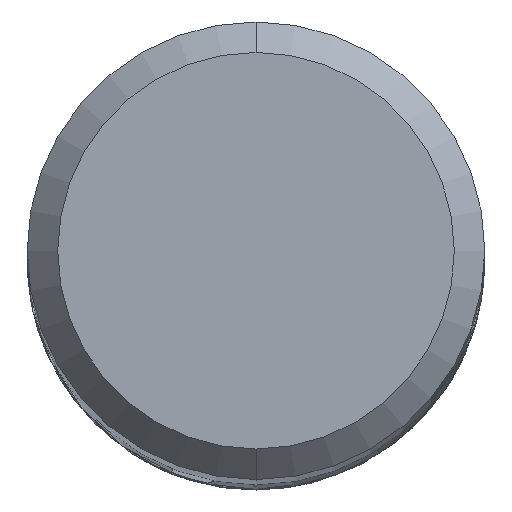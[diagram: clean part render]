
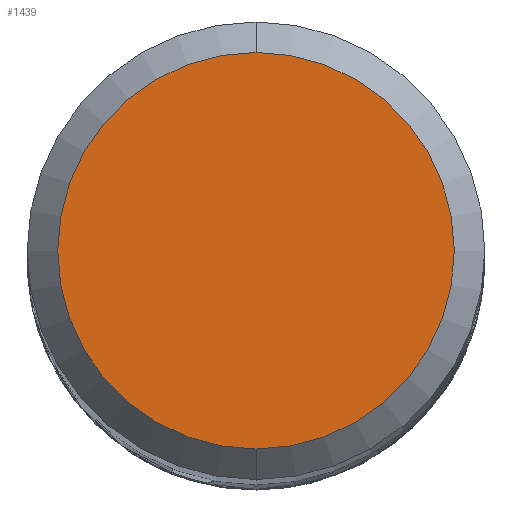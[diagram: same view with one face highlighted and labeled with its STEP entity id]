
A CAD part, top view. The second image highlights one B-rep face of the part: STEP entity #1439.
In plain terms, the highlighted planar face has unit normal (0, 0, 1).
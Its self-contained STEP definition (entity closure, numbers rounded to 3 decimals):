
#661=EDGE_CURVE('',#1067,#721,#1783,.T.);
#721=VERTEX_POINT('',#1848);
#1039=EDGE_CURVE('',#721,#1067,#2206,.T.);
#1067=VERTEX_POINT('',#2234);
#1439=ADVANCED_FACE('',(#2631),#2632,.T.);
#1783=CIRCLE('',#3806,2.6);
#1848=CARTESIAN_POINT('',(0.,-2.6,0.0));
#2206=CIRCLE('',#9515,2.6);
#2234=CARTESIAN_POINT('',(0.0,2.6,0.0));
#2631=FACE_OUTER_BOUND('',#13795,.T.);
#2632=PLANE('',#13796);
#3806=AXIS2_PLACEMENT_3D('',#15890,#15891,#15892);
#9515=AXIS2_PLACEMENT_3D('',#16411,#16412,#16413);
#13795=EDGE_LOOP('',(#16723,#16724));
#13796=AXIS2_PLACEMENT_3D('',#16725,#16726,#16727);
#15890=CARTESIAN_POINT('',(0.0,0.0,0.0));
#15891=DIRECTION('',(0.0,0.0,-1.0));
#15892=DIRECTION('',(0.0,1.0,0.0));
#16411=CARTESIAN_POINT('',(0.0,0.0,0.0));
#16412=DIRECTION('',(0.0,0.0,-1.0));
#16413=DIRECTION('',(0.0,1.0,0.0));
#16723=ORIENTED_EDGE('',*,*,#661,.F.);
#16724=ORIENTED_EDGE('',*,*,#1039,.F.);
#16725=CARTESIAN_POINT('',(0.0,1.3,0.0));
#16726=DIRECTION('',(-0.0,0.0,1.0));
#16727=DIRECTION('',(0.0,-1.0,0.0));
